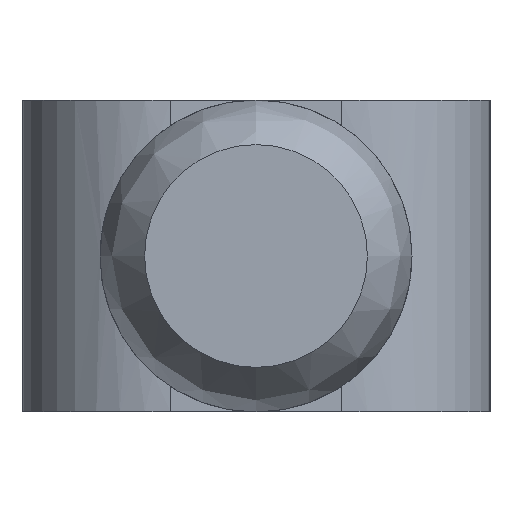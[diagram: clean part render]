
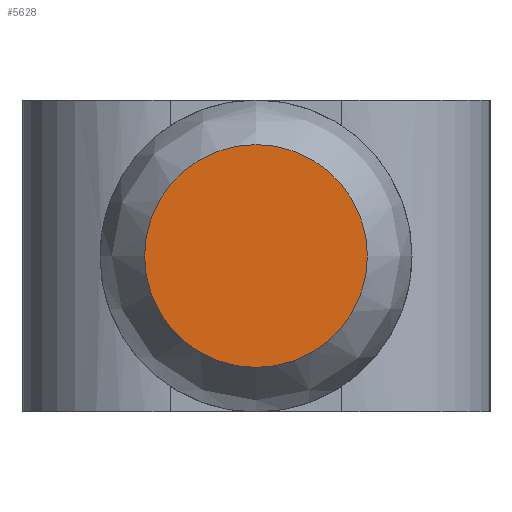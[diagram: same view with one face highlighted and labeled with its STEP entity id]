
A CAD part, left-side view. The second image highlights one B-rep face of the part: STEP entity #5628.
In plain terms, the highlighted planar face has unit normal (-1, 0, 0).
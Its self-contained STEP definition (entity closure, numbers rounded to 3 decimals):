
#1526=PLANE($,#5961);
#1722=FACE_OUTER_BOUND($,#2045,.T.);
#2045=EDGE_LOOP($,(#3890));
#2415=CIRCLE($,#5959,7.5);
#2444=VERTEX_POINT($,#7016);
#3025=EDGE_CURVE($,#2444,#2444,#2415,.T.);
#3890=ORIENTED_EDGE($,*,*,#3025,.F.);
#5628=ADVANCED_FACE($,(#1722),#1526,.F.);
#5959=AXIS2_PLACEMENT_3D($,#7017,#6149,#6150);
#5961=AXIS2_PLACEMENT_3D($,#7020,#6153,#6154);
#6149=DIRECTION('center_axis',(1.,0.,0.));
#6150=DIRECTION('ref_axis',(0.,0.,-1.));
#6153=DIRECTION('center_axis',(1.,0.,0.));
#6154=DIRECTION('ref_axis',(0.,0.,-1.));
#7016=CARTESIAN_POINT('',(-97.75,0.,7.5));
#7017=CARTESIAN_POINT('Origin',(-97.75,0.,0.));
#7020=CARTESIAN_POINT('Origin',(-97.75,0.,0.));
